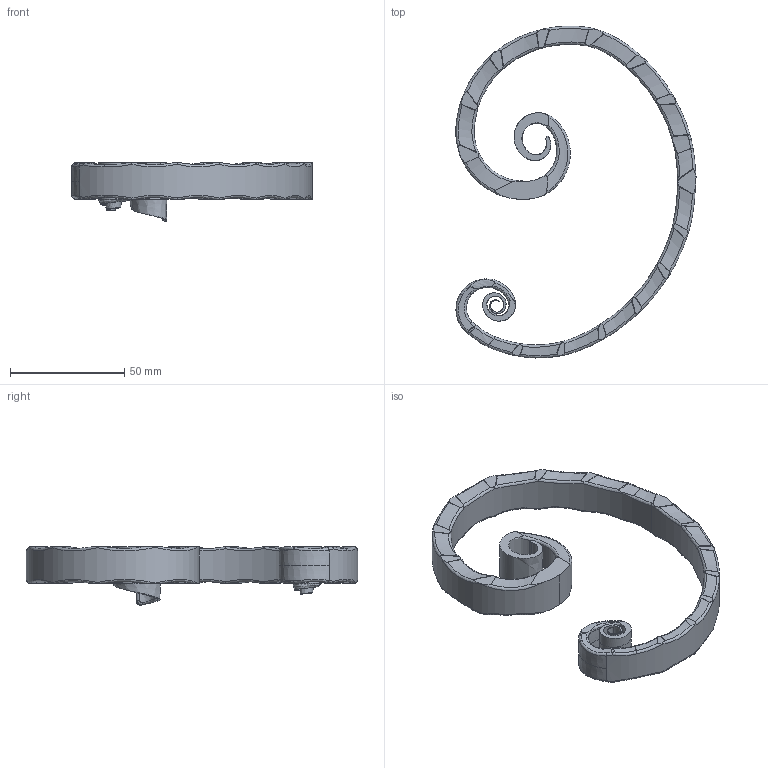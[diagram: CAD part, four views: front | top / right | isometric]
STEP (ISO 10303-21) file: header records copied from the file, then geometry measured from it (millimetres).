
FILE_DESCRIPTION (( 'STEP AP203' ), '1' );
FILE_NAME ('4516.STEP', '2023-11-22T14:27:52', ( '' ), ( '' ), 'SwSTEP 2.0', 'SolidWorks 2018', '' );
FILE_SCHEMA (( 'CONFIG_CONTROL_DESIGN' ));
Length unit declared in the file: millimetre
Products named in the file (1): 4516
Bounding box: 104.9 x 145.04 x 25.47 mm (x, y, z)
Volume: 48221.6 mm3; surface area: 22145.2 mm2
Topology: 1 solids, 1 shells, 289 faces, 864 edges, 575 vertices
Faces by surface type: bspline 140, cylinder 91, plane 50, sphere 8
Entity records: 42992 total; most frequent: CARTESIAN_POINT 36980, ORIENTED_EDGE 1724, EDGE_CURVE 862, B_SPLINE_CURVE_WITH_KNOTS 667, VERTEX_POINT 575, DIRECTION 517, FACE_OUTER_BOUND 289, EDGE_LOOP 289
